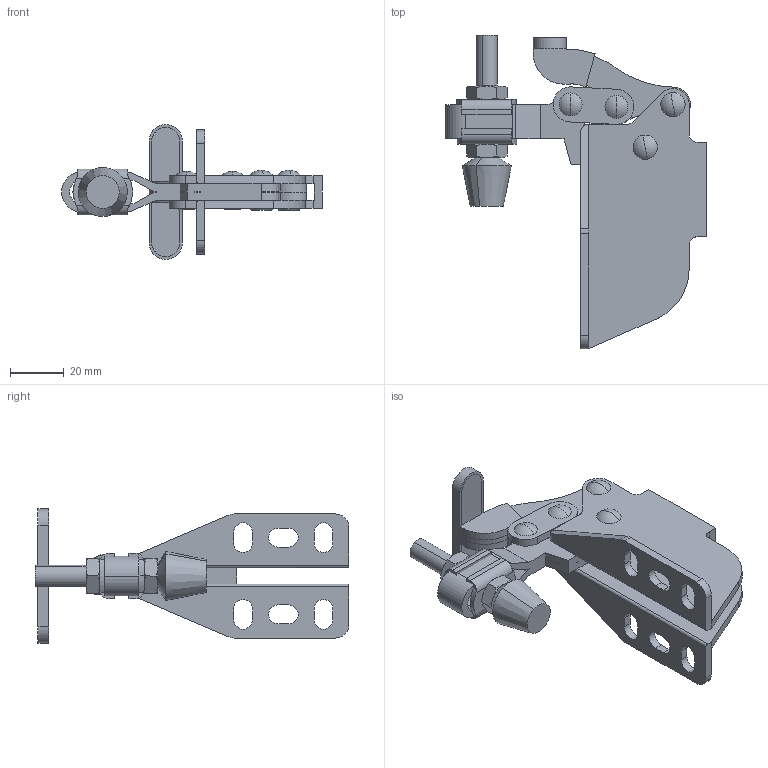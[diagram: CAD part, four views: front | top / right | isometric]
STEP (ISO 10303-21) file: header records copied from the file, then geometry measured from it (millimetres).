
FILE_DESCRIPTION (( 'STEP AP214' ), '1' );
FILE_NAME ('GH-13007-SM(Â²¤Æ)-1.STEP', '2020-03-18T06:42:59', ( 'LinWei' ), ( '' ), 'SwSTEP 2.0', 'SolidWorks 2016', '' );
FILE_SCHEMA (( 'AUTOMOTIVE_DESIGN' ));
Length unit declared in the file: millimetre
Products named in the file (6): Group4^GH-13007-SM(簡化)-1; GH-13007-SM(簡化)-1; 11300708-1^GH-13007-SM(簡化)-1; Group1^GH-13007-SM(簡化)-1; Group5^GH-13007-SM(簡化)-1; Group7^GH-13007-SM(簡化)-1
Assembly tree (5 placements, depth 2):
  GH-13007-SM(簡化)-1
    Group4^GH-13007-SM(簡化)-1
    Group7^GH-13007-SM(簡化)-1
    Group5^GH-13007-SM(簡化)-1
    Group1^GH-13007-SM(簡化)-1
    11300708-1^GH-13007-SM(簡化)-1
Bounding box: 96.7 x 116.3 x 50 mm (x, y, z)
Volume: 50955.2 mm3; surface area: 38724.4 mm2
Topology: 5 solids, 5 shells, 422 faces, 1103 edges, 697 vertices
Faces by surface type: plane 219, cylinder 153, cone 28, sphere 8, torus 8, bspline 6
Entity records: 14851 total; most frequent: CARTESIAN_POINT 2722, DIRECTION 2260, ORIENTED_EDGE 2206, EDGE_CURVE 1103, AXIS2_PLACEMENT_3D 807, VERTEX_POINT 697, LINE 646, VECTOR 646
